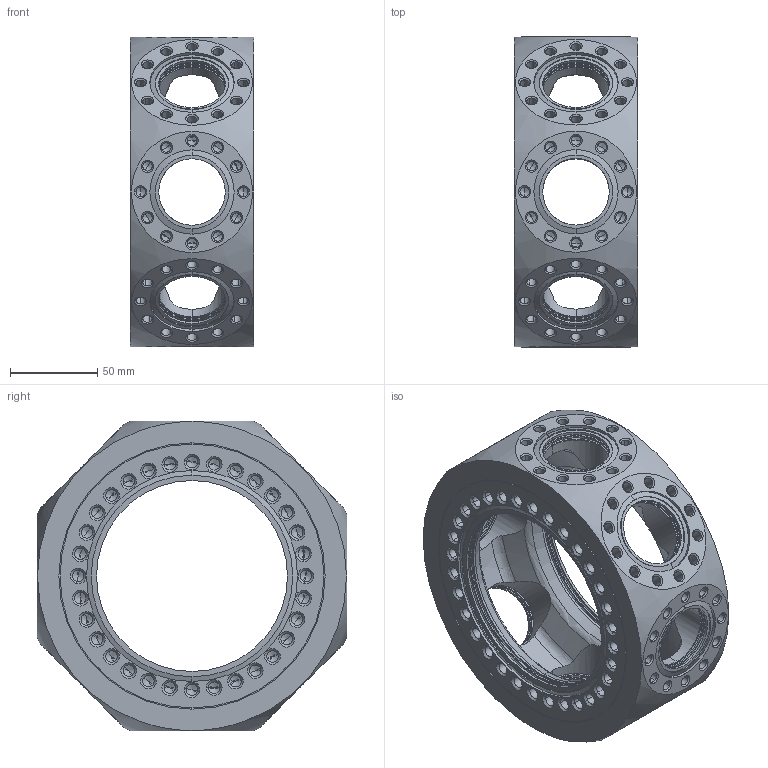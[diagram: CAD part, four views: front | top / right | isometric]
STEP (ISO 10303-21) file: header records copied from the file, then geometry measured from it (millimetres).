
FILE_DESCRIPTION (( 'STEP AP203' ), '1' );
FILE_NAME ('MCF600-SO200800-C.STEP', '2007-10-19T20:14:33', ( ' ' ), ( ' ' ), 'SwSTEP 2.0', 'SolidWorks 2007', '' );
FILE_SCHEMA (( 'CONFIG_CONTROL_DESIGN' ));
Length unit declared in the file: inch
Products named in the file (1): MCF600-SO200800-C
Bounding box: 70.61 x 177.29 x 177.29 mm (x, y, z)
Volume: 642786.5 mm3; surface area: 156805.2 mm2
Topology: 1 solids, 1 shells, 1236 faces, 2914 edges, 1550 vertices
Faces by surface type: cone 680, cylinder 420, torus 64, plane 62, sphere 10
Entity records: 34047 total; most frequent: CARTESIAN_POINT 6581, DIRECTION 6366, ORIENTED_EDGE 5176, AXIS2_PLACEMENT_3D 2641, EDGE_CURVE 2588, VERTEX_POINT 1548, EDGE_LOOP 1464, CIRCLE 1404
